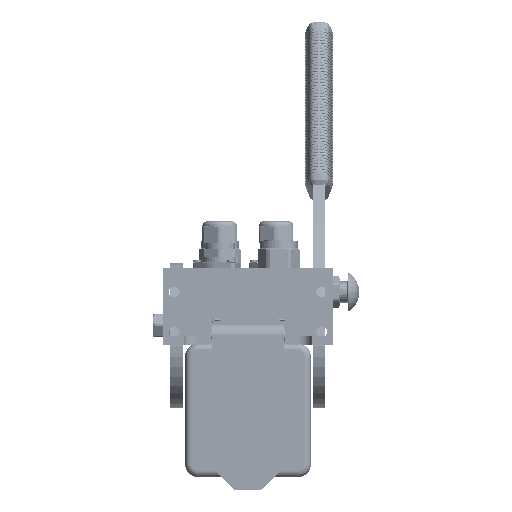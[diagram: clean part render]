
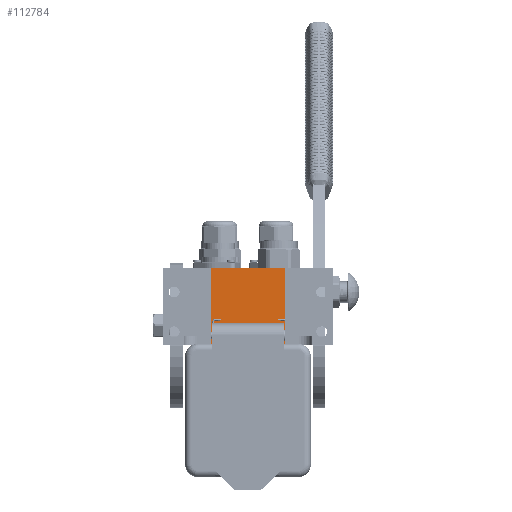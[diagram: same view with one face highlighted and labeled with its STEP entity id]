
A CAD part, left-side view. The second image highlights one B-rep face of the part: STEP entity #112784.
In plain terms, the highlighted face is planar.
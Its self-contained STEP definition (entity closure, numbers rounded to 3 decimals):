
#12659 = VERTEX_POINT ( 'NONE', #100730 ) ;
#13821 = ORIENTED_EDGE ( 'NONE', *, *, #80461, .T. ) ;
#16978 = CARTESIAN_POINT ( 'NONE',  ( -29., 0., -107.5 ) ) ;
#17397 = VERTEX_POINT ( 'NONE', #83646 ) ;
#19965 = EDGE_CURVE ( 'NONE', #96740, #17397, #35091, .T. ) ;
#30772 = CARTESIAN_POINT ( 'NONE',  ( -29., 0., -107.5 ) ) ;
#31907 = CARTESIAN_POINT ( 'NONE',  ( 29., 0., -107.5 ) ) ;
#33673 = VERTEX_POINT ( 'NONE', #31907 ) ;
#34324 = EDGE_CURVE ( 'NONE', #33673, #12659, #105294, .T. ) ;
#35091 = LINE ( 'NONE', #16978, #152056 ) ;
#41368 = DIRECTION ( 'NONE',  ( -1., 0., 0. ) ) ;
#42635 = VECTOR ( 'NONE', #146732, 1000. ) ;
#72705 = PLANE ( 'NONE',  #181185 ) ;
#80461 = EDGE_CURVE ( 'NONE', #33673, #96740, #88348, .T. ) ;
#83646 = CARTESIAN_POINT ( 'NONE',  ( -29., 60.2, -107.5 ) ) ;
#86521 = EDGE_LOOP ( 'NONE', ( #176681, #88238, #195841, #13821 ) ) ;
#87728 = CARTESIAN_POINT ( 'NONE',  ( 29., 0., -107.5 ) ) ;
#88238 = ORIENTED_EDGE ( 'NONE', *, *, #114441, .F. ) ;
#88348 = LINE ( 'NONE', #95864, #99951 ) ;
#88648 = CARTESIAN_POINT ( 'NONE',  ( 29., 0., -107.5 ) ) ;
#93079 = FACE_OUTER_BOUND ( 'NONE', #86521, .T. ) ;
#93654 = DIRECTION ( 'NONE',  ( 0., 1., 0. ) ) ;
#95864 = CARTESIAN_POINT ( 'NONE',  ( 29., 0., -107.5 ) ) ;
#96740 = VERTEX_POINT ( 'NONE', #30772 ) ;
#99951 = VECTOR ( 'NONE', #141941, 1000. ) ;
#100730 = CARTESIAN_POINT ( 'NONE',  ( 29., 60.2, -107.5 ) ) ;
#103953 = DIRECTION ( 'NONE',  ( 0., 0., -1. ) ) ;
#105294 = LINE ( 'NONE', #87728, #172211 ) ;
#112784 = ADVANCED_FACE ( 'NONE', ( #93079 ), #72705, .T. ) ;
#114441 = EDGE_CURVE ( 'NONE', #12659, #17397, #164399, .T. ) ;
#114713 = CARTESIAN_POINT ( 'NONE',  ( 29., 60.2, -107.5 ) ) ;
#141941 = DIRECTION ( 'NONE',  ( -1., 0., 0. ) ) ;
#146732 = DIRECTION ( 'NONE',  ( -1., 0., 0. ) ) ;
#152056 = VECTOR ( 'NONE', #93654, 1000. ) ;
#164399 = LINE ( 'NONE', #114713, #42635 ) ;
#172211 = VECTOR ( 'NONE', #193219, 1000. ) ;
#176681 = ORIENTED_EDGE ( 'NONE', *, *, #19965, .T. ) ;
#181185 = AXIS2_PLACEMENT_3D ( 'NONE', #88648, #103953, #41368 ) ;
#193219 = DIRECTION ( 'NONE',  ( 0., 1., 0. ) ) ;
#195841 = ORIENTED_EDGE ( 'NONE', *, *, #34324, .F. ) ;
